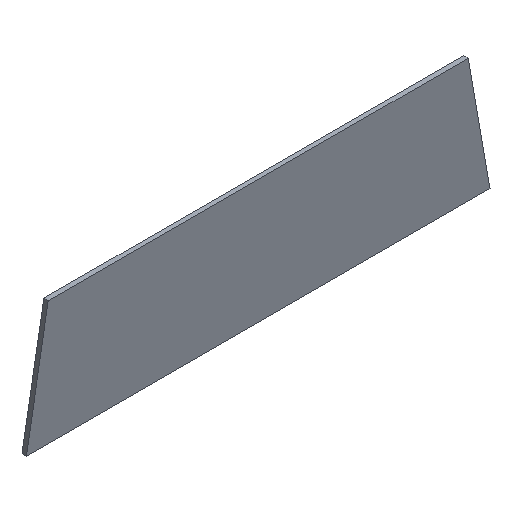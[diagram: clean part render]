
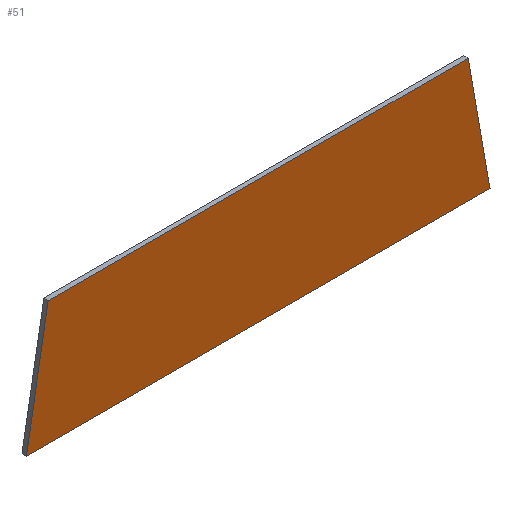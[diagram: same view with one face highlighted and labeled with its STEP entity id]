
A CAD part, isometric view. The second image highlights one B-rep face of the part: STEP entity #51.
In plain terms, the highlighted planar face has unit normal (0, -1, 0).
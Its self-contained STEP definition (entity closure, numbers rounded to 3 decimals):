
#4 = LINE ( 'NONE', #143, #10 ) ;
#10 = VECTOR ( 'NONE', #35, 1000. ) ;
#11 = DIRECTION ( 'NONE',  ( 0., -1., 0. ) ) ;
#15 = PLANE ( 'NONE',  #171 ) ;
#25 = ORIENTED_EDGE ( 'NONE', *, *, #169, .T. ) ;
#35 = DIRECTION ( 'NONE',  ( 0.174, 0., -0.985 ) ) ;
#48 = CARTESIAN_POINT ( 'NONE',  ( 0., 149., 84.5 ) ) ;
#51 = ADVANCED_FACE ( 'NONE', ( #122 ), #15, .T. ) ;
#60 = DIRECTION ( 'NONE',  ( -1., 0., 0. ) ) ;
#61 = CARTESIAN_POINT ( 'NONE',  ( 168.284, 149., 84.5 ) ) ;
#62 = CARTESIAN_POINT ( 'NONE',  ( 183.184, 149., 0. ) ) ;
#63 = CARTESIAN_POINT ( 'NONE',  ( -118.284, 149., 84.5 ) ) ;
#79 = DIRECTION ( 'NONE',  ( -1., 0., 0. ) ) ;
#83 = CARTESIAN_POINT ( 'NONE',  ( 132.168, 149., 0. ) ) ;
#85 = VERTEX_POINT ( 'NONE', #61 ) ;
#88 = ORIENTED_EDGE ( 'NONE', *, *, #99, .F. ) ;
#89 = EDGE_CURVE ( 'NONE', #151, #201, #166, .T. ) ;
#96 = DIRECTION ( 'NONE',  ( -1., 0., 0. ) ) ;
#97 = CARTESIAN_POINT ( 'NONE',  ( -125.734, 149., 42.25 ) ) ;
#99 = EDGE_CURVE ( 'NONE', #85, #151, #4, .T. ) ;
#105 = EDGE_CURVE ( 'NONE', #109, #201, #173, .T. ) ;
#109 = VERTEX_POINT ( 'NONE', #63 ) ;
#115 = CARTESIAN_POINT ( 'NONE',  ( -133.184, 149., 0. ) ) ;
#122 = FACE_OUTER_BOUND ( 'NONE', #196, .T. ) ;
#123 = VECTOR ( 'NONE', #96, 1000. ) ;
#132 = LINE ( 'NONE', #48, #139 ) ;
#139 = VECTOR ( 'NONE', #79, 1000. ) ;
#143 = CARTESIAN_POINT ( 'NONE',  ( 168.284, 149., 84.5 ) ) ;
#151 = VERTEX_POINT ( 'NONE', #62 ) ;
#157 = ORIENTED_EDGE ( 'NONE', *, *, #105, .T. ) ;
#159 = DIRECTION ( 'NONE',  ( -0.174, 0., -0.985 ) ) ;
#164 = VECTOR ( 'NONE', #159, 1000. ) ;
#166 = LINE ( 'NONE', #83, #123 ) ;
#167 = ORIENTED_EDGE ( 'NONE', *, *, #89, .F. ) ;
#169 = EDGE_CURVE ( 'NONE', #85, #109, #132, .T. ) ;
#171 = AXIS2_PLACEMENT_3D ( 'NONE', #184, #11, #60 ) ;
#173 = LINE ( 'NONE', #97, #164 ) ;
#184 = CARTESIAN_POINT ( 'NONE',  ( 0., 149., 42.5 ) ) ;
#196 = EDGE_LOOP ( 'NONE', ( #157, #167, #88, #25 ) ) ;
#201 = VERTEX_POINT ( 'NONE', #115 ) ;
